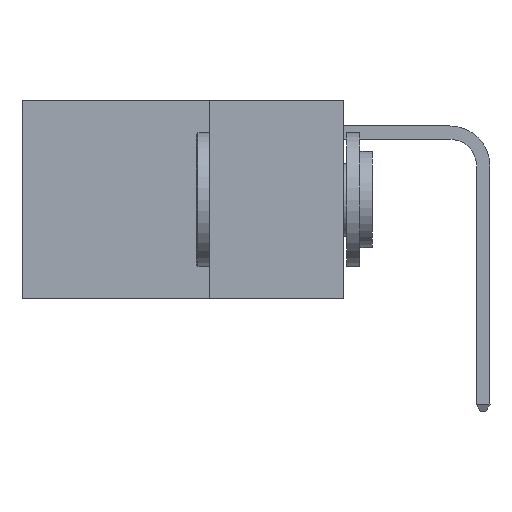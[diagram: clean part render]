
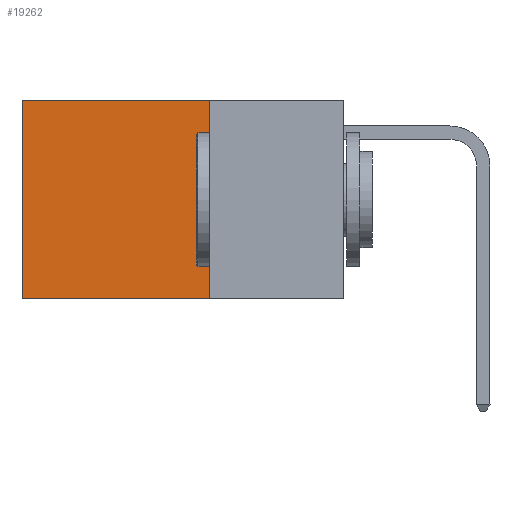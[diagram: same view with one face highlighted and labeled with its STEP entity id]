
A CAD part, left-side view. The second image highlights one B-rep face of the part: STEP entity #19262.
In plain terms, the highlighted planar face has unit normal (-1, 0, 0).
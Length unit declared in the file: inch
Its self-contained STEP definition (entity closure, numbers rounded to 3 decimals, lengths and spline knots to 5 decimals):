
#1277 = CARTESIAN_POINT ( 'NONE',  ( 0.2625, 0.6, -0.37 ) ) ;
#1285 = PLANE ( 'NONE',  #23490 ) ;
#1477 = DIRECTION ( 'NONE',  ( 0., 1., 0. ) ) ;
#1936 = VECTOR ( 'NONE', #1477, 39.37008 ) ;
#3378 = DIRECTION ( 'NONE',  ( 0., 0., -1. ) ) ;
#4701 = LINE ( 'NONE', #22835, #16401 ) ;
#4759 = VERTEX_POINT ( 'NONE', #24224 ) ;
#5616 = VERTEX_POINT ( 'NONE', #24799 ) ;
#6785 = EDGE_CURVE ( 'NONE', #14573, #12403, #23982, .T. ) ;
#7333 = DIRECTION ( 'NONE',  ( 0., 1., 0. ) ) ;
#7382 = EDGE_CURVE ( 'NONE', #4759, #14573, #25517, .T. ) ;
#8565 = EDGE_CURVE ( 'NONE', #4759, #5616, #13524, .T. ) ;
#9531 = EDGE_CURVE ( 'NONE', #5616, #12403, #4701, .T. ) ;
#11664 = ORIENTED_EDGE ( 'NONE', *, *, #6785, .F. ) ;
#12142 = CARTESIAN_POINT ( 'NONE',  ( 0.2625, 0.25, -0.37 ) ) ;
#12403 = VERTEX_POINT ( 'NONE', #1277 ) ;
#12885 = VECTOR ( 'NONE', #7333, 39.37008 ) ;
#13486 = CARTESIAN_POINT ( 'NONE',  ( 0.2625, 0.25, 0. ) ) ;
#13524 = LINE ( 'NONE', #13486, #12885 ) ;
#14573 = VERTEX_POINT ( 'NONE', #12142 ) ;
#15819 = DIRECTION ( 'NONE',  ( 1., 0., 0. ) ) ;
#15926 = CARTESIAN_POINT ( 'NONE',  ( 0.2625, 0.25, -0.37 ) ) ;
#16267 = FACE_OUTER_BOUND ( 'NONE', #17644, .T. ) ;
#16401 = VECTOR ( 'NONE', #24885, 39.37008 ) ;
#17644 = EDGE_LOOP ( 'NONE', ( #18950, #11664, #19909, #20452 ) ) ;
#17816 = CARTESIAN_POINT ( 'NONE',  ( 0.2625, 0.25, 0. ) ) ;
#18779 = VECTOR ( 'NONE', #22377, 39.37008 ) ;
#18950 = ORIENTED_EDGE ( 'NONE', *, *, #9531, .T. ) ;
#19262 = ADVANCED_FACE ( 'NONE', ( #16267 ), #1285, .F. ) ;
#19909 = ORIENTED_EDGE ( 'NONE', *, *, #7382, .F. ) ;
#20296 = CARTESIAN_POINT ( 'NONE',  ( 0.2625, 0.25, 0. ) ) ;
#20452 = ORIENTED_EDGE ( 'NONE', *, *, #8565, .T. ) ;
#22377 = DIRECTION ( 'NONE',  ( 0., 0., -1. ) ) ;
#22835 = CARTESIAN_POINT ( 'NONE',  ( 0.2625, 0.6, 0. ) ) ;
#23490 = AXIS2_PLACEMENT_3D ( 'NONE', #17816, #15819, #3378 ) ;
#23982 = LINE ( 'NONE', #15926, #1936 ) ;
#24224 = CARTESIAN_POINT ( 'NONE',  ( 0.2625, 0.25, 0. ) ) ;
#24799 = CARTESIAN_POINT ( 'NONE',  ( 0.2625, 0.6, 0. ) ) ;
#24885 = DIRECTION ( 'NONE',  ( 0., 0., -1. ) ) ;
#25517 = LINE ( 'NONE', #20296, #18779 ) ;
